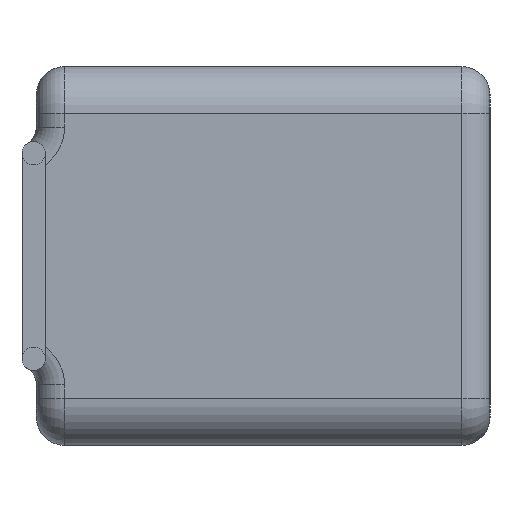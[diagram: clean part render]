
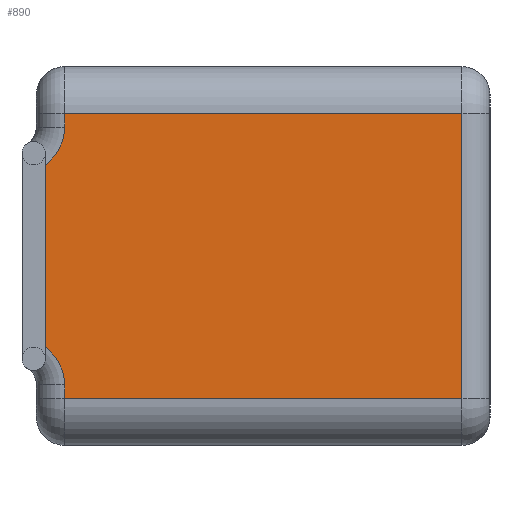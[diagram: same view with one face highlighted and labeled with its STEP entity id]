
A CAD part, left-side view. The second image highlights one B-rep face of the part: STEP entity #890.
In plain terms, the highlighted planar face has unit normal (-1, 0, 0).
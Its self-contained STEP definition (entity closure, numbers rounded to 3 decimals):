
#36 = VERTEX_POINT ( 'NONE', #1336 ) ;
#63 = CARTESIAN_POINT ( 'NONE',  ( -77.5, 48.5, -15.25 ) ) ;
#123 = DIRECTION ( 'NONE',  ( 0., 0., 1. ) ) ;
#132 = EDGE_CURVE ( 'NONE', #1374, #750, #894, .T. ) ;
#184 = EDGE_CURVE ( 'NONE', #1662, #997, #811, .T. ) ;
#266 = CARTESIAN_POINT ( 'NONE',  ( -77.5, 50.5, 13.77 ) ) ;
#297 = CARTESIAN_POINT ( 'NONE',  ( -77.5, 48.5, 20.25 ) ) ;
#299 = CARTESIAN_POINT ( 'NONE',  ( -77.5, 45.5, -15.25 ) ) ;
#311 = ORIENTED_EDGE ( 'NONE', *, *, #1588, .F. ) ;
#316 = DIRECTION ( 'NONE',  ( 1., 0., 0. ) ) ;
#321 = DIRECTION ( 'NONE',  ( 0., -1., 0. ) ) ;
#328 = ORIENTED_EDGE ( 'NONE', *, *, #184, .T. ) ;
#332 = CARTESIAN_POINT ( 'NONE',  ( -77.5, 3., -15.25 ) ) ;
#354 = AXIS2_PLACEMENT_3D ( 'NONE', #266, #316, #815 ) ;
#406 = CARTESIAN_POINT ( 'NONE',  ( -77.5, 50.5, -13.77 ) ) ;
#418 = VECTOR ( 'NONE', #123, 1000. ) ;
#421 = DIRECTION ( 'NONE',  ( 0., 1., 0. ) ) ;
#433 = DIRECTION ( 'NONE',  ( 0., 0., -1. ) ) ;
#437 = VECTOR ( 'NONE', #1357, 1000. ) ;
#446 = ORIENTED_EDGE ( 'NONE', *, *, #884, .T. ) ;
#503 = DIRECTION ( 'NONE',  ( 0., 0., 1. ) ) ;
#516 = ORIENTED_EDGE ( 'NONE', *, *, #846, .T. ) ;
#517 = LINE ( 'NONE', #950, #437 ) ;
#533 = VECTOR ( 'NONE', #421, 1000. ) ;
#732 = CARTESIAN_POINT ( 'NONE',  ( -77.5, 45.5, -13.77 ) ) ;
#750 = VERTEX_POINT ( 'NONE', #732 ) ;
#773 = CARTESIAN_POINT ( 'NONE',  ( -77.5, 47.55, -9.733 ) ) ;
#800 = LINE ( 'NONE', #1476, #1480 ) ;
#811 = LINE ( 'NONE', #1127, #418 ) ;
#815 = DIRECTION ( 'NONE',  ( 0., 0., -1. ) ) ;
#831 = VECTOR ( 'NONE', #321, 1000. ) ;
#846 = EDGE_CURVE ( 'NONE', #997, #1076, #1610, .T. ) ;
#884 = EDGE_CURVE ( 'NONE', #1371, #1662, #1503, .T. ) ;
#890 = ADVANCED_FACE ( 'NONE', ( #936 ), #1252, .F. ) ;
#894 = CIRCLE ( 'NONE', #1065, 5. ) ;
#936 = FACE_OUTER_BOUND ( 'NONE', #1496, .T. ) ;
#950 = CARTESIAN_POINT ( 'NONE',  ( -77.5, 45.5, 20.25 ) ) ;
#960 = DIRECTION ( 'NONE',  ( 1., 0., 0. ) ) ;
#997 = VERTEX_POINT ( 'NONE', #1001 ) ;
#1001 = CARTESIAN_POINT ( 'NONE',  ( -77.5, 3., 15.25 ) ) ;
#1065 = AXIS2_PLACEMENT_3D ( 'NONE', #406, #960, #1202 ) ;
#1076 = VERTEX_POINT ( 'NONE', #1328 ) ;
#1084 = EDGE_CURVE ( 'NONE', #1076, #36, #517, .T. ) ;
#1127 = CARTESIAN_POINT ( 'NONE',  ( -77.5, 3., 15.25 ) ) ;
#1149 = DIRECTION ( 'NONE',  ( 0., 0., -1. ) ) ;
#1152 = EDGE_CURVE ( 'NONE', #750, #1371, #1207, .T. ) ;
#1202 = DIRECTION ( 'NONE',  ( 0., 0., -1. ) ) ;
#1207 = LINE ( 'NONE', #1659, #1487 ) ;
#1212 = DIRECTION ( 'NONE',  ( 1., 0., 0. ) ) ;
#1249 = CARTESIAN_POINT ( 'NONE',  ( -77.5, 47.55, 9.733 ) ) ;
#1252 = PLANE ( 'NONE',  #1331 ) ;
#1328 = CARTESIAN_POINT ( 'NONE',  ( -77.5, 45.5, 15.25 ) ) ;
#1331 = AXIS2_PLACEMENT_3D ( 'NONE', #297, #1212, #433 ) ;
#1336 = CARTESIAN_POINT ( 'NONE',  ( -77.5, 45.5, 13.77 ) ) ;
#1346 = ORIENTED_EDGE ( 'NONE', *, *, #132, .T. ) ;
#1354 = EDGE_CURVE ( 'NONE', #36, #1411, #1597, .T. ) ;
#1357 = DIRECTION ( 'NONE',  ( 0., 0., -1. ) ) ;
#1371 = VERTEX_POINT ( 'NONE', #299 ) ;
#1374 = VERTEX_POINT ( 'NONE', #773 ) ;
#1411 = VERTEX_POINT ( 'NONE', #1249 ) ;
#1476 = CARTESIAN_POINT ( 'NONE',  ( -77.5, 47.55, 20.25 ) ) ;
#1480 = VECTOR ( 'NONE', #503, 1000. ) ;
#1487 = VECTOR ( 'NONE', #1149, 1000. ) ;
#1496 = EDGE_LOOP ( 'NONE', ( #1712, #1552, #311, #1346, #1590, #446, #328, #516 ) ) ;
#1503 = LINE ( 'NONE', #63, #831 ) ;
#1552 = ORIENTED_EDGE ( 'NONE', *, *, #1354, .T. ) ;
#1588 = EDGE_CURVE ( 'NONE', #1374, #1411, #800, .T. ) ;
#1590 = ORIENTED_EDGE ( 'NONE', *, *, #1152, .T. ) ;
#1591 = CARTESIAN_POINT ( 'NONE',  ( -77.5, 48.5, 15.25 ) ) ;
#1597 = CIRCLE ( 'NONE', #354, 5. ) ;
#1610 = LINE ( 'NONE', #1591, #533 ) ;
#1659 = CARTESIAN_POINT ( 'NONE',  ( -77.5, 45.5, 20.25 ) ) ;
#1662 = VERTEX_POINT ( 'NONE', #332 ) ;
#1712 = ORIENTED_EDGE ( 'NONE', *, *, #1084, .T. ) ;
